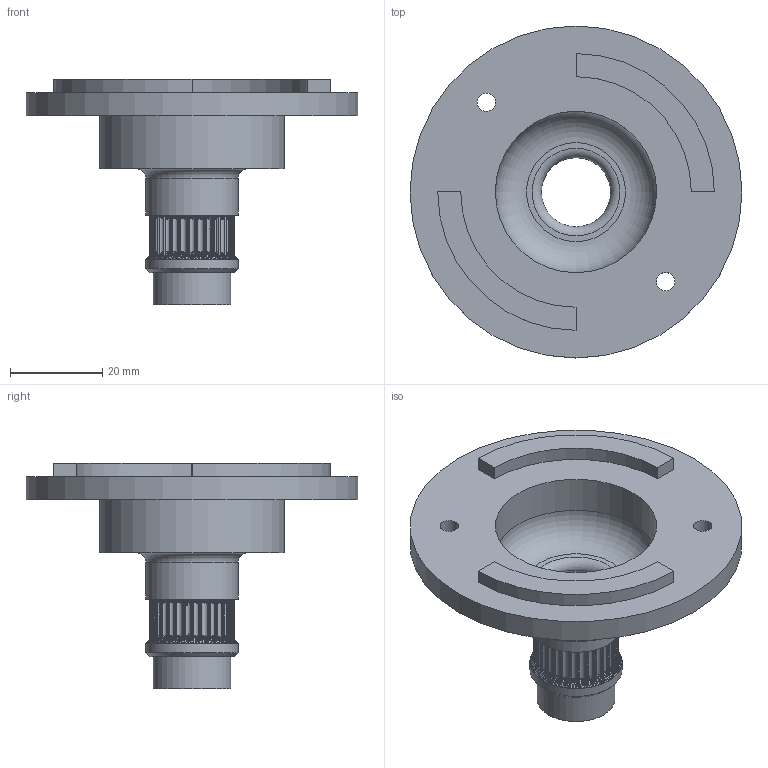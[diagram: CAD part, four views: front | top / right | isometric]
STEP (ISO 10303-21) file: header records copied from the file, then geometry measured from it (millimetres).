
FILE_DESCRIPTION(/* description */ (''),/* implementation_level */ '2;1');
FILE_NAME(/* name */ 'axis_shaft.stp',/* time_stamp */ '2025-11-02T08:49:39+01:00',/* author */ ('Piotrek'),/* organization */ (''),/* preprocessor_version */ 'ST-DEVELOPER v20.1',/* originating_system */ 'Autodesk Inventor 2026',/* authorisation */ '');
FILE_SCHEMA (('AUTOMOTIVE_DESIGN { 1 0 10303 214 3 1 1 }'));
Products named in the file (1): aXIS
Bounding box: 72 x 72 x 49 mm (x, y, z)
Volume: 25056.1 mm3; surface area: 15727.6 mm2
Topology: 1 solids, 1 shells, 1342 faces, 3953 edges, 2622 vertices
Faces by surface type: plane 972, cone 190, cylinder 177, torus 3
Full cylindrical faces by diameter (mm): 4 x2, 4.8 x1, 4.9 x1, 15 x1, 16.9 x1, 20 x2, 35 x1, 40.1 x1, 72 x1
Entity records: 47463 total; most frequent: CARTESIAN_POINT 12005, ORIENTED_EDGE 7906, DIRECTION 7394, EDGE_CURVE 3953, AXIS2_PLACEMENT_3D 3209, VERTEX_POINT 2622, ELLIPSE 1754, EDGE_LOOP 1357
